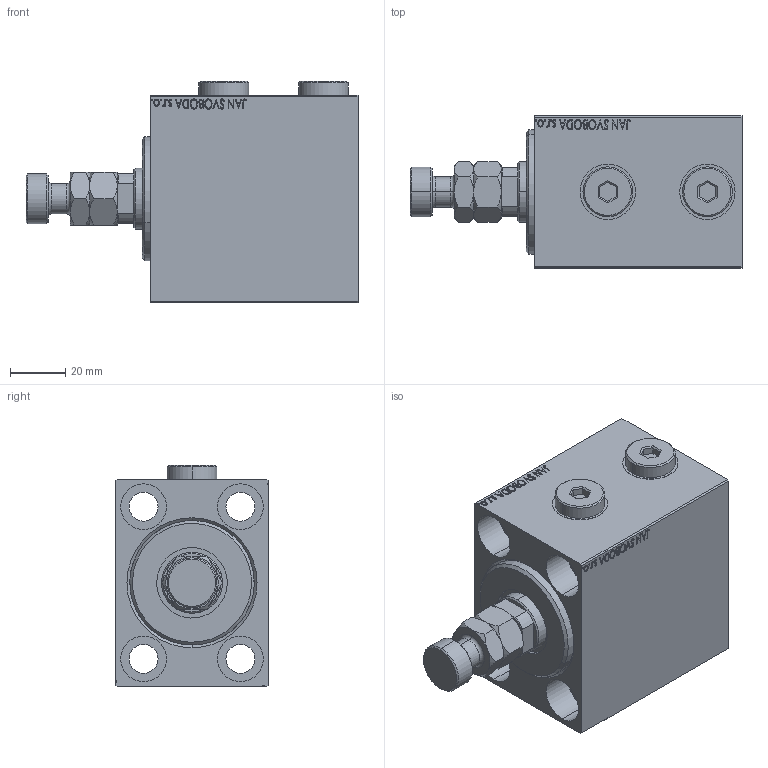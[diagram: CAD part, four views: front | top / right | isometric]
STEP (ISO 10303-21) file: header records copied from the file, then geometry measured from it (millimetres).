
FILE_DESCRIPTION (( 'STEP AP203' ), '1' );
FILE_NAME ('0f96.STEP', '2024-02-11T10:38:10', ( '' ), ( '' ), 'SwSTEP 2.0', 'SolidWorks 2019', '' );
FILE_SCHEMA (( 'CONFIG_CONTROL_DESIGN' ));
Length unit declared in the file: millimetre
Products named in the file (6): MFA cc608eae0ee9333eaea4c28accc67910; 0f96; V450CM_VC_B cc608eae0ee9333eaea4c28accc67910; V450CM_C_Body cc608eae0ee9333eaea4c28accc67910; Zatka_OIL_PORT cc608eae0ee9333eaea4c28accc67910; V450CM_C_VCP cc608eae0ee9333eaea4c28accc67910
Assembly tree (6 placements, depth 2):
  0f96
    V450CM_C_Body cc608eae0ee9333eaea4c28accc67910
    V450CM_C_VCP cc608eae0ee9333eaea4c28accc67910
    V450CM_VC_B cc608eae0ee9333eaea4c28accc67910
    MFA cc608eae0ee9333eaea4c28accc67910
    Zatka_OIL_PORT cc608eae0ee9333eaea4c28accc67910  x2
Bounding box: 120 x 55 x 79.9 mm (x, y, z)
Volume: 272243.1 mm3; surface area: 65987.3 mm2
Topology: 6 solids, 6 shells, 968 faces, 2434 edges, 1595 vertices
Faces by surface type: plane 458, bspline 380, cylinder 80, cone 46, torus 4
Entity records: 46882 total; most frequent: CARTESIAN_POINT 25957, ORIENTED_EDGE 4784, DIRECTION 2920, EDGE_CURVE 2392, VERTEX_POINT 1571, LINE 1372, VECTOR 1372, EDGE_LOOP 1085
